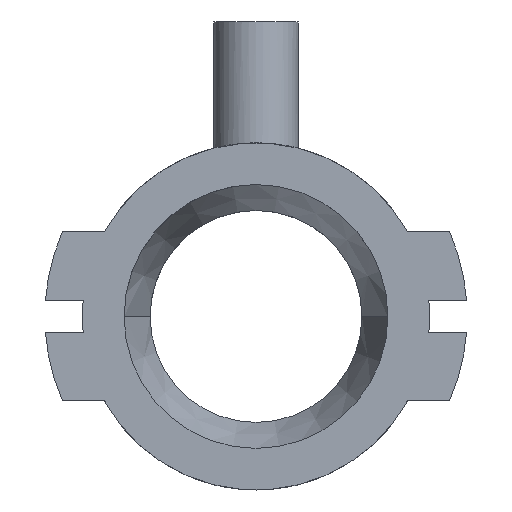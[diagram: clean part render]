
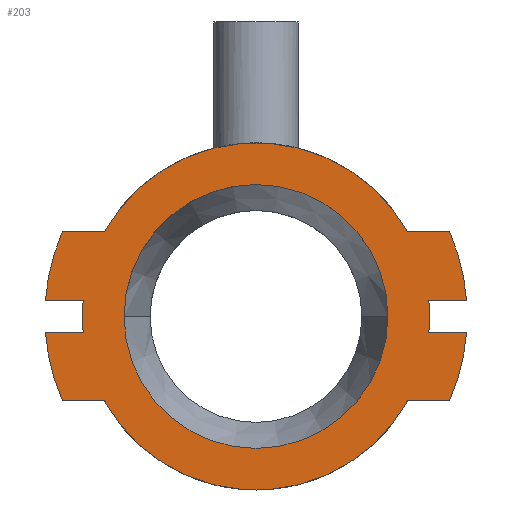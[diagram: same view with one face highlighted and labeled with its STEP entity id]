
A CAD part, left-side view. The second image highlights one B-rep face of the part: STEP entity #203.
In plain terms, the highlighted planar face has unit normal (-1, 0, 0).
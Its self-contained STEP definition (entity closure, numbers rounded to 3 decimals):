
#203=ADVANCED_FACE('',(#435,#436),#437,.T.);
#435=FACE_BOUND('',#685,.T.);
#436=FACE_OUTER_BOUND('',#686,.T.);
#437=PLANE('',#687);
#685=EDGE_LOOP('',(#1270,#1271,#1272));
#686=EDGE_LOOP('',(#1273,#1274,#1275,#1276,#1277,#1278,#1279,#1280,#1281,#1282,#1283,#1284,#1285,#1286,#1287,#1288,#1289,#1290));
#687=AXIS2_PLACEMENT_3D('',#1291,#1292,#1293);
#1270=ORIENTED_EDGE('',*,*,#1673,.T.);
#1271=ORIENTED_EDGE('',*,*,#1574,.T.);
#1272=ORIENTED_EDGE('',*,*,#1674,.T.);
#1273=ORIENTED_EDGE('',*,*,#1625,.F.);
#1274=ORIENTED_EDGE('',*,*,#1738,.T.);
#1275=ORIENTED_EDGE('',*,*,#1740,.F.);
#1276=ORIENTED_EDGE('',*,*,#1724,.T.);
#1277=ORIENTED_EDGE('',*,*,#1631,.F.);
#1278=ORIENTED_EDGE('',*,*,#1722,.T.);
#1279=ORIENTED_EDGE('',*,*,#1742,.F.);
#1280=ORIENTED_EDGE('',*,*,#1734,.T.);
#1281=ORIENTED_EDGE('',*,*,#1668,.F.);
#1282=ORIENTED_EDGE('',*,*,#1584,.F.);
#1283=ORIENTED_EDGE('',*,*,#1702,.T.);
#1284=ORIENTED_EDGE('',*,*,#1716,.F.);
#1285=ORIENTED_EDGE('',*,*,#1691,.T.);
#1286=ORIENTED_EDGE('',*,*,#1612,.F.);
#1287=ORIENTED_EDGE('',*,*,#1697,.T.);
#1288=ORIENTED_EDGE('',*,*,#1718,.F.);
#1289=ORIENTED_EDGE('',*,*,#1704,.T.);
#1290=ORIENTED_EDGE('',*,*,#1619,.F.);
#1291=CARTESIAN_POINT('',(-88.0,0.,0.0));
#1292=DIRECTION('',(-1.0,0.0,0.0));
#1293=DIRECTION('',(0.0,-1.0,0.0));
#1574=EDGE_CURVE('',#1927,#1924,#1928,.T.);
#1584=EDGE_CURVE('',#1941,#1939,#1943,.T.);
#1612=EDGE_CURVE('',#1988,#1990,#1991,.T.);
#1619=EDGE_CURVE('',#1999,#2002,#2003,.T.);
#1625=EDGE_CURVE('',#2010,#1999,#2012,.T.);
#1631=EDGE_CURVE('',#2019,#2021,#2022,.T.);
#1668=EDGE_CURVE('',#1939,#2081,#2082,.T.);
#1673=EDGE_CURVE('',#2087,#1927,#2088,.T.);
#1674=EDGE_CURVE('',#1924,#2087,#2089,.T.);
#1691=EDGE_CURVE('',#2106,#1990,#2107,.T.);
#1697=EDGE_CURVE('',#1988,#2114,#2116,.T.);
#1702=EDGE_CURVE('',#1941,#2121,#2123,.T.);
#1704=EDGE_CURVE('',#2125,#2002,#2126,.T.);
#1716=EDGE_CURVE('',#2106,#2121,#2139,.T.);
#1718=EDGE_CURVE('',#2125,#2114,#2141,.T.);
#1722=EDGE_CURVE('',#2019,#2145,#2147,.T.);
#1724=EDGE_CURVE('',#2149,#2021,#2150,.T.);
#1734=EDGE_CURVE('',#2163,#2081,#2164,.T.);
#1738=EDGE_CURVE('',#2010,#2167,#2169,.T.);
#1740=EDGE_CURVE('',#2149,#2167,#2171,.T.);
#1742=EDGE_CURVE('',#2163,#2145,#2173,.T.);
#1924=VERTEX_POINT('',#2515);
#1927=VERTEX_POINT('',#2519);
#1928=CIRCLE('',#2520,20.3);
#1939=VERTEX_POINT('',#2534);
#1941=VERTEX_POINT('',#2537);
#1943=CIRCLE('',#2540,26.7);
#1988=VERTEX_POINT('',#2689);
#1990=VERTEX_POINT('',#2692);
#1991=CIRCLE('',#2693,26.7);
#1999=VERTEX_POINT('',#2704);
#2002=VERTEX_POINT('',#2708);
#2003=CIRCLE('',#2709,26.7);
#2010=VERTEX_POINT('',#2727);
#2012=CIRCLE('',#2730,26.7);
#2019=VERTEX_POINT('',#2738);
#2021=VERTEX_POINT('',#2741);
#2022=CIRCLE('',#2742,26.7);
#2081=VERTEX_POINT('',#2843);
#2082=CIRCLE('',#2844,26.7);
#2087=VERTEX_POINT('',#2850);
#2088=CIRCLE('',#2851,20.3);
#2089=CIRCLE('',#2852,20.3);
#2106=VERTEX_POINT('',#2869);
#2107=LINE('',#2870,#2871);
#2114=VERTEX_POINT('',#2881);
#2116=LINE('',#2884,#2885);
#2121=VERTEX_POINT('',#2891);
#2123=LINE('',#2894,#2895);
#2125=VERTEX_POINT('',#2897);
#2126=LINE('',#2898,#2899);
#2139=CIRCLE('',#2914,32.5);
#2141=CIRCLE('',#2916,32.5);
#2145=VERTEX_POINT('',#2921);
#2147=LINE('',#2924,#2925);
#2149=VERTEX_POINT('',#2927);
#2150=LINE('',#2928,#2929);
#2163=VERTEX_POINT('',#2946);
#2164=LINE('',#2947,#2948);
#2167=VERTEX_POINT('',#2952);
#2169=LINE('',#2955,#2956);
#2171=CIRCLE('',#2958,32.5);
#2173=CIRCLE('',#2960,32.5);
#2515=CARTESIAN_POINT('',(-88.0,20.3,0.));
#2519=CARTESIAN_POINT('',(-88.0,-20.3,0.));
#2520=AXIS2_PLACEMENT_3D('',#3137,#3138,#3139);
#2534=CARTESIAN_POINT('',(-88.0,-26.7,0.));
#2537=CARTESIAN_POINT('',(-88.0,-26.583,2.5));
#2540=AXIS2_PLACEMENT_3D('',#3151,#3152,#3153);
#2689=CARTESIAN_POINT('',(-88.0,23.321,13.0));
#2692=CARTESIAN_POINT('',(-88.0,-23.321,13.0));
#2693=AXIS2_PLACEMENT_3D('',#3188,#3189,#3190);
#2704=CARTESIAN_POINT('',(-88.0,26.7,0.));
#2708=CARTESIAN_POINT('',(-88.0,26.583,2.5));
#2709=AXIS2_PLACEMENT_3D('',#3198,#3199,#3200);
#2727=CARTESIAN_POINT('',(-88.0,26.583,-2.5));
#2730=AXIS2_PLACEMENT_3D('',#3203,#3204,#3205);
#2738=CARTESIAN_POINT('',(-88.0,-23.321,-13.0));
#2741=CARTESIAN_POINT('',(-88.0,23.321,-13.0));
#2742=AXIS2_PLACEMENT_3D('',#3214,#3215,#3216);
#2843=CARTESIAN_POINT('',(-88.0,-26.583,-2.5));
#2844=AXIS2_PLACEMENT_3D('',#3275,#3276,#3277);
#2850=CARTESIAN_POINT('',(-88.0,15.591,13.0));
#2851=AXIS2_PLACEMENT_3D('',#3282,#3283,#3284);
#2852=AXIS2_PLACEMENT_3D('',#3285,#3286,#3287);
#2869=CARTESIAN_POINT('',(-88.0,-29.787,13.0));
#2870=CARTESIAN_POINT('',(-88.0,0.,13.0));
#2871=VECTOR('',#3309,1.0);
#2881=CARTESIAN_POINT('',(-88.0,29.787,13.0));
#2884=CARTESIAN_POINT('',(-88.0,0.,13.0));
#2885=VECTOR('',#3314,1.0);
#2891=CARTESIAN_POINT('',(-88.0,-32.404,2.5));
#2894=CARTESIAN_POINT('',(-88.0,0.,2.5));
#2895=VECTOR('',#3320,1.0);
#2897=CARTESIAN_POINT('',(-88.0,32.404,2.5));
#2898=CARTESIAN_POINT('',(-88.0,0.,2.5));
#2899=VECTOR('',#3321,1.0);
#2914=AXIS2_PLACEMENT_3D('',#3339,#3340,#3341);
#2916=AXIS2_PLACEMENT_3D('',#3342,#3343,#3344);
#2921=CARTESIAN_POINT('',(-88.0,-29.787,-13.0));
#2924=CARTESIAN_POINT('',(-88.0,0.,-13.0));
#2925=VECTOR('',#3347,1.0);
#2927=CARTESIAN_POINT('',(-88.0,29.787,-13.0));
#2928=CARTESIAN_POINT('',(-88.0,0.,-13.0));
#2929=VECTOR('',#3348,1.0);
#2946=CARTESIAN_POINT('',(-88.0,-32.404,-2.5));
#2947=CARTESIAN_POINT('',(-88.0,0.,-2.5));
#2948=VECTOR('',#3359,1.0);
#2952=CARTESIAN_POINT('',(-88.0,32.404,-2.5));
#2955=CARTESIAN_POINT('',(-88.0,0.,-2.5));
#2956=VECTOR('',#3362,1.0);
#2958=AXIS2_PLACEMENT_3D('',#3363,#3364,#3365);
#2960=AXIS2_PLACEMENT_3D('',#3366,#3367,#3368);
#3137=CARTESIAN_POINT('',(-88.0,0.0,0.0));
#3138=DIRECTION('',(1.0,0.0,-0.0));
#3139=DIRECTION('',(0.0,-1.0,0.0));
#3151=CARTESIAN_POINT('',(-88.0,0.0,0.0));
#3152=DIRECTION('',(1.0,0.0,0.0));
#3153=DIRECTION('',(0.0,1.0,0.0));
#3188=CARTESIAN_POINT('',(-88.0,0.0,0.0));
#3189=DIRECTION('',(1.0,0.0,0.0));
#3190=DIRECTION('',(0.0,1.0,0.0));
#3198=CARTESIAN_POINT('',(-88.0,0.0,0.0));
#3199=DIRECTION('',(1.0,0.0,0.0));
#3200=DIRECTION('',(0.0,1.0,0.0));
#3203=CARTESIAN_POINT('',(-88.0,0.0,0.0));
#3204=DIRECTION('',(1.0,0.0,0.0));
#3205=DIRECTION('',(0.0,1.0,0.0));
#3214=CARTESIAN_POINT('',(-88.0,0.0,0.0));
#3215=DIRECTION('',(1.0,0.0,0.0));
#3216=DIRECTION('',(0.0,1.0,0.0));
#3275=CARTESIAN_POINT('',(-88.0,0.0,0.0));
#3276=DIRECTION('',(1.0,0.0,0.0));
#3277=DIRECTION('',(0.0,1.0,0.0));
#3282=CARTESIAN_POINT('',(-88.0,0.0,0.0));
#3283=DIRECTION('',(1.0,0.0,-0.0));
#3284=DIRECTION('',(0.0,-1.0,0.0));
#3285=CARTESIAN_POINT('',(-88.0,0.0,0.0));
#3286=DIRECTION('',(1.0,0.0,-0.0));
#3287=DIRECTION('',(0.0,-1.0,0.0));
#3309=DIRECTION('',(0.0,1.0,-0.0));
#3314=DIRECTION('',(0.0,1.0,-0.0));
#3320=DIRECTION('',(0.0,-1.0,0.0));
#3321=DIRECTION('',(0.0,-1.0,0.0));
#3339=CARTESIAN_POINT('',(-88.0,0.,0.));
#3340=DIRECTION('',(1.0,0.0,0.0));
#3341=DIRECTION('',(0.0,-1.0,0.));
#3342=CARTESIAN_POINT('',(-88.0,0.,0.));
#3343=DIRECTION('',(1.0,0.0,0.0));
#3344=DIRECTION('',(0.0,-1.0,0.));
#3347=DIRECTION('',(0.0,-1.0,0.0));
#3348=DIRECTION('',(0.0,-1.0,0.0));
#3359=DIRECTION('',(0.0,1.0,-0.0));
#3362=DIRECTION('',(0.0,1.0,-0.0));
#3363=CARTESIAN_POINT('',(-88.0,0.,0.));
#3364=DIRECTION('',(1.0,0.0,0.0));
#3365=DIRECTION('',(0.0,-1.0,0.));
#3366=CARTESIAN_POINT('',(-88.0,0.,0.));
#3367=DIRECTION('',(1.0,0.0,0.0));
#3368=DIRECTION('',(0.0,-1.0,0.));
